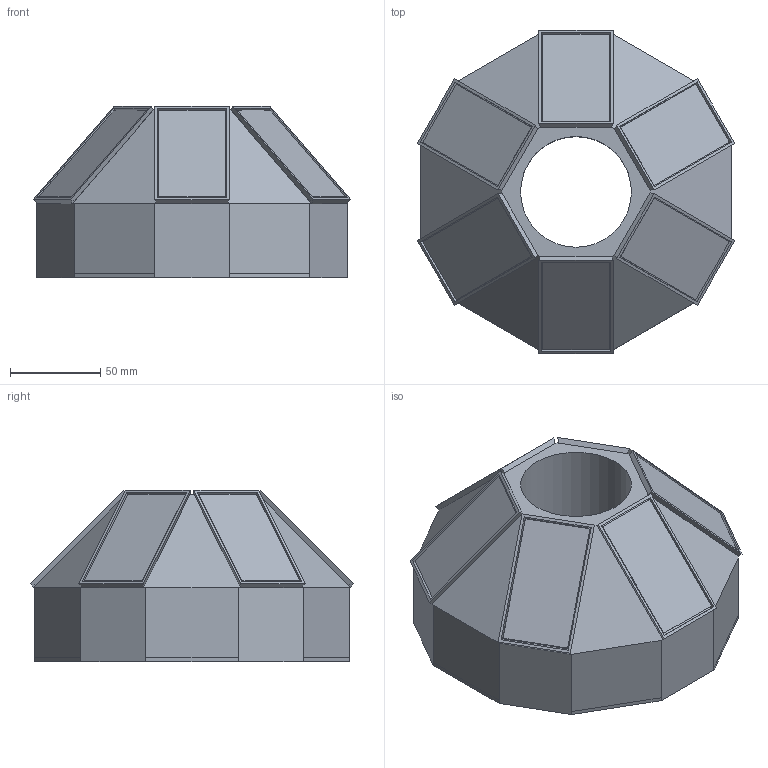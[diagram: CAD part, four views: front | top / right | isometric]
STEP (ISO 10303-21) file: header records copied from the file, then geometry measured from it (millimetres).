
FILE_DESCRIPTION(/* description */ (''),/* implementation_level */ '2;1');
FILE_NAME(/* name */ 'Buoy v1.step',/* time_stamp */ '2024-10-04T20:16:32+06:00',/* author */ (''),/* organization */ (''),/* preprocessor_version */ 'ST-DEVELOPER v20',/* originating_system */ 'Autodesk Translation Framework v13.20.0.188',/* authorisation */ '');
FILE_SCHEMA (('AUTOMOTIVE_DESIGN { 1 0 10303 214 3 1 1 }'));
Length unit declared in the file: millimetre
Products named in the file (2): Buoy; Solar panel
Assembly tree (6 placements, depth 2):
  Buoy
    Solar panel  x6
Bounding box: 175.86 x 179.17 x 94.76 mm (x, y, z)
Volume: 255904.3 mm3; surface area: 221897.4 mm2
Topology: 7 solids, 8 shells, 197 faces, 471 edges, 298 vertices
Faces by surface type: plane 192, cylinder 5
Full cylindrical faces by diameter (mm): 61.317 x1, 61.324 x2, 70.094 x2
Entity records: 4897 total; most frequent: CARTESIAN_POINT 844, ORIENTED_EDGE 822, DIRECTION 783, EDGE_CURVE 411, LINE 389, VECTOR 389, VERTEX_POINT 258, AXIS2_PLACEMENT_3D 197
